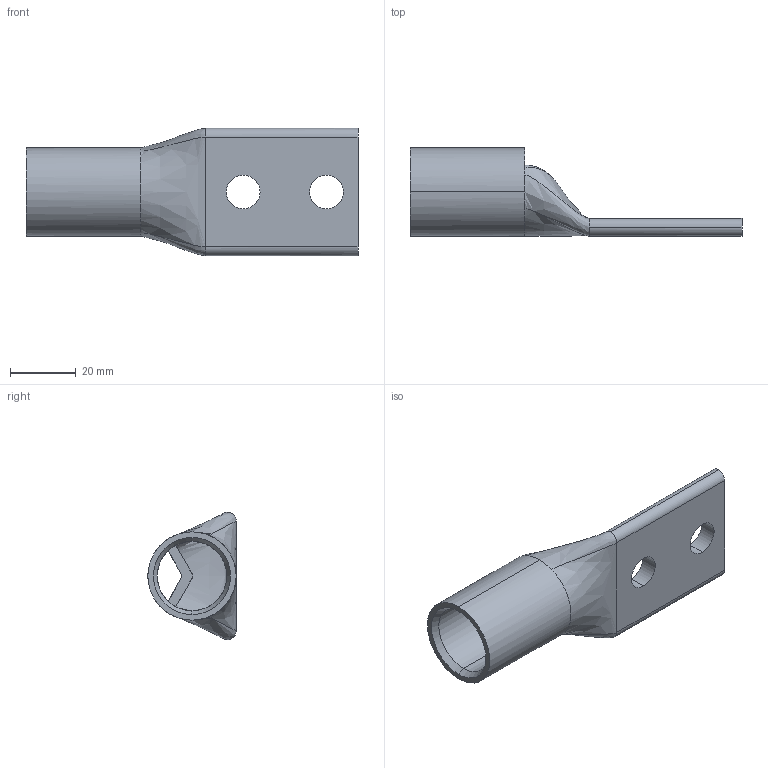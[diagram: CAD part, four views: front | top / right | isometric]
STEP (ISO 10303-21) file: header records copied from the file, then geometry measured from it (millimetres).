
FILE_DESCRIPTION (( 'STEP AP203' ), '1' );
FILE_NAME ('BLU-050D-2TC38-1.step', '2024-09-09T18:00:07', ( '' ), ( '' ), 'SwSTEP 2.0', 'SolidWorks 2023', '' );
FILE_SCHEMA (( 'CONFIG_CONTROL_DESIGN' ));
Length unit declared in the file: inch
Products named in the file (1): BLU-050D-2TC38-1
Bounding box: 101.35 x 26.92 x 38.86 mm (x, y, z)
Volume: 19873.6 mm3; surface area: 12974.4 mm2
Topology: 1 solids, 1 shells, 45 faces, 118 edges, 74 vertices
Faces by surface type: bspline 19, cylinder 13, plane 11, cone 2
Entity records: 2131 total; most frequent: CARTESIAN_POINT 1073, ORIENTED_EDGE 236, DIRECTION 155, EDGE_CURVE 118, VERTEX_POINT 74, AXIS2_PLACEMENT_3D 60, B_SPLINE_CURVE_WITH_KNOTS 50, EDGE_LOOP 50
